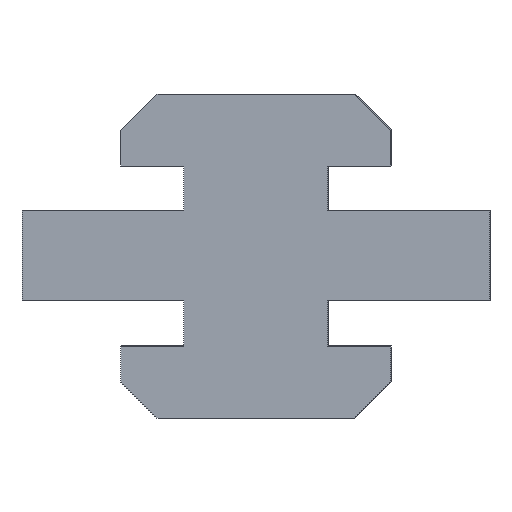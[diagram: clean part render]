
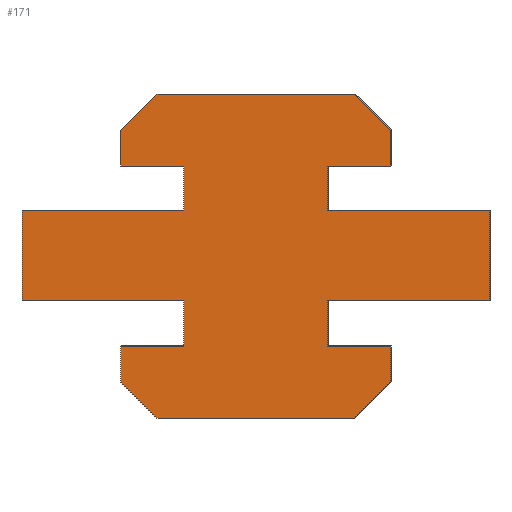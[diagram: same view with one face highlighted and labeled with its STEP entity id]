
A CAD part, left-side view. The second image highlights one B-rep face of the part: STEP entity #171.
In plain terms, the highlighted planar face has unit normal (-1, 0, 0).
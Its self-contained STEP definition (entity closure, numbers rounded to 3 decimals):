
#171=ADVANCED_FACE('',(#349),#350,.F.);
#349=FACE_OUTER_BOUND('',#519,.T.);
#350=PLANE('',#520);
#519=EDGE_LOOP('',(#923,#924,#925,#926,#927,#928,#929,#930,#931,#932,#933,#934,#935,#936,#937,#938,#939,#940,#941,#942,#943,#944,#945,#946));
#520=AXIS2_PLACEMENT_3D('',#947,#948,#949);
#923=ORIENTED_EDGE('',*,*,#1058,.F.);
#924=ORIENTED_EDGE('',*,*,#1151,.F.);
#925=ORIENTED_EDGE('',*,*,#1147,.F.);
#926=ORIENTED_EDGE('',*,*,#1143,.F.);
#927=ORIENTED_EDGE('',*,*,#1139,.F.);
#928=ORIENTED_EDGE('',*,*,#1135,.F.);
#929=ORIENTED_EDGE('',*,*,#1131,.F.);
#930=ORIENTED_EDGE('',*,*,#1127,.F.);
#931=ORIENTED_EDGE('',*,*,#1123,.F.);
#932=ORIENTED_EDGE('',*,*,#1119,.F.);
#933=ORIENTED_EDGE('',*,*,#1115,.F.);
#934=ORIENTED_EDGE('',*,*,#1111,.F.);
#935=ORIENTED_EDGE('',*,*,#1107,.F.);
#936=ORIENTED_EDGE('',*,*,#1103,.F.);
#937=ORIENTED_EDGE('',*,*,#1099,.F.);
#938=ORIENTED_EDGE('',*,*,#1095,.F.);
#939=ORIENTED_EDGE('',*,*,#1091,.F.);
#940=ORIENTED_EDGE('',*,*,#1087,.F.);
#941=ORIENTED_EDGE('',*,*,#1083,.F.);
#942=ORIENTED_EDGE('',*,*,#1079,.F.);
#943=ORIENTED_EDGE('',*,*,#1075,.F.);
#944=ORIENTED_EDGE('',*,*,#1071,.F.);
#945=ORIENTED_EDGE('',*,*,#1067,.F.);
#946=ORIENTED_EDGE('',*,*,#1063,.F.);
#947=CARTESIAN_POINT('',(0.0,0.0,0.0));
#948=DIRECTION('',(1.0,0.,0.));
#949=DIRECTION('',(0.,1.0,0.));
#1058=EDGE_CURVE('',#1271,#1272,#1273,.T.);
#1063=EDGE_CURVE('',#1272,#1280,#1281,.T.);
#1067=EDGE_CURVE('',#1280,#1286,#1287,.T.);
#1071=EDGE_CURVE('',#1286,#1292,#1293,.T.);
#1075=EDGE_CURVE('',#1292,#1298,#1299,.T.);
#1079=EDGE_CURVE('',#1298,#1304,#1305,.T.);
#1083=EDGE_CURVE('',#1304,#1310,#1311,.T.);
#1087=EDGE_CURVE('',#1310,#1316,#1317,.T.);
#1091=EDGE_CURVE('',#1316,#1322,#1323,.T.);
#1095=EDGE_CURVE('',#1322,#1328,#1329,.T.);
#1099=EDGE_CURVE('',#1328,#1334,#1335,.T.);
#1103=EDGE_CURVE('',#1334,#1340,#1341,.T.);
#1107=EDGE_CURVE('',#1340,#1346,#1347,.T.);
#1111=EDGE_CURVE('',#1346,#1352,#1353,.T.);
#1115=EDGE_CURVE('',#1352,#1358,#1359,.T.);
#1119=EDGE_CURVE('',#1358,#1364,#1365,.T.);
#1123=EDGE_CURVE('',#1364,#1370,#1371,.T.);
#1127=EDGE_CURVE('',#1370,#1376,#1377,.T.);
#1131=EDGE_CURVE('',#1376,#1382,#1383,.T.);
#1135=EDGE_CURVE('',#1382,#1388,#1389,.T.);
#1139=EDGE_CURVE('',#1388,#1394,#1395,.T.);
#1143=EDGE_CURVE('',#1394,#1400,#1401,.T.);
#1147=EDGE_CURVE('',#1400,#1406,#1407,.T.);
#1151=EDGE_CURVE('',#1406,#1271,#1412,.T.);
#1271=VERTEX_POINT('',#1550);
#1272=VERTEX_POINT('',#1551);
#1273=LINE('',#1552,#1553);
#1280=VERTEX_POINT('',#1563);
#1281=LINE('',#1564,#1565);
#1286=VERTEX_POINT('',#1572);
#1287=LINE('',#1573,#1574);
#1292=VERTEX_POINT('',#1581);
#1293=LINE('',#1582,#1583);
#1298=VERTEX_POINT('',#1590);
#1299=LINE('',#1591,#1592);
#1304=VERTEX_POINT('',#1599);
#1305=LINE('',#1600,#1601);
#1310=VERTEX_POINT('',#1608);
#1311=LINE('',#1609,#1610);
#1316=VERTEX_POINT('',#1617);
#1317=LINE('',#1618,#1619);
#1322=VERTEX_POINT('',#1626);
#1323=LINE('',#1627,#1628);
#1328=VERTEX_POINT('',#1635);
#1329=LINE('',#1636,#1637);
#1334=VERTEX_POINT('',#1644);
#1335=LINE('',#1645,#1646);
#1340=VERTEX_POINT('',#1653);
#1341=LINE('',#1654,#1655);
#1346=VERTEX_POINT('',#1662);
#1347=LINE('',#1663,#1664);
#1352=VERTEX_POINT('',#1671);
#1353=LINE('',#1672,#1673);
#1358=VERTEX_POINT('',#1680);
#1359=LINE('',#1681,#1682);
#1364=VERTEX_POINT('',#1689);
#1365=LINE('',#1690,#1691);
#1370=VERTEX_POINT('',#1698);
#1371=LINE('',#1699,#1700);
#1376=VERTEX_POINT('',#1707);
#1377=LINE('',#1708,#1709);
#1382=VERTEX_POINT('',#1716);
#1383=LINE('',#1717,#1718);
#1388=VERTEX_POINT('',#1725);
#1389=LINE('',#1726,#1727);
#1394=VERTEX_POINT('',#1734);
#1395=LINE('',#1735,#1736);
#1400=VERTEX_POINT('',#1743);
#1401=LINE('',#1744,#1745);
#1406=VERTEX_POINT('',#1752);
#1407=LINE('',#1753,#1754);
#1412=LINE('',#1761,#1762);
#1550=CARTESIAN_POINT('',(0.0,4.0,5.0));
#1551=CARTESIAN_POINT('',(0.0,4.0,7.5));
#1552=CARTESIAN_POINT('',(0.0,4.0,5.0));
#1553=VECTOR('',#1894,2.5);
#1563=CARTESIAN_POINT('',(0.0,7.5,7.5));
#1564=CARTESIAN_POINT('',(0.0,4.0,7.5));
#1565=VECTOR('',#1898,3.5);
#1572=CARTESIAN_POINT('',(0.0,7.5,9.5));
#1573=CARTESIAN_POINT('',(0.0,7.5,7.5));
#1574=VECTOR('',#1901,2.0);
#1581=CARTESIAN_POINT('',(0.0,5.5,11.5));
#1582=CARTESIAN_POINT('',(0.0,7.5,9.5));
#1583=VECTOR('',#1904,2.828);
#1590=CARTESIAN_POINT('',(0.0,-5.5,11.5));
#1591=CARTESIAN_POINT('',(0.0,5.5,11.5));
#1592=VECTOR('',#1907,11.0);
#1599=CARTESIAN_POINT('',(0.0,-7.5,9.5));
#1600=CARTESIAN_POINT('',(0.0,-5.5,11.5));
#1601=VECTOR('',#1910,2.828);
#1608=CARTESIAN_POINT('',(0.0,-7.5,7.5));
#1609=CARTESIAN_POINT('',(0.0,-7.5,9.5));
#1610=VECTOR('',#1913,2.0);
#1617=CARTESIAN_POINT('',(0.0,-4.0,7.5));
#1618=CARTESIAN_POINT('',(0.0,-7.5,7.5));
#1619=VECTOR('',#1916,3.5);
#1626=CARTESIAN_POINT('',(0.0,-4.0,5.0));
#1627=CARTESIAN_POINT('',(0.0,-4.0,7.5));
#1628=VECTOR('',#1919,2.5);
#1635=CARTESIAN_POINT('',(0.0,-13.0,5.0));
#1636=CARTESIAN_POINT('',(0.0,-4.0,5.0));
#1637=VECTOR('',#1922,9.0);
#1644=CARTESIAN_POINT('',(0.0,-13.0,0.0));
#1645=CARTESIAN_POINT('',(0.0,-13.0,5.0));
#1646=VECTOR('',#1925,5.0);
#1653=CARTESIAN_POINT('',(0.0,-4.0,0.0));
#1654=CARTESIAN_POINT('',(0.0,-13.0,0.0));
#1655=VECTOR('',#1928,9.0);
#1662=CARTESIAN_POINT('',(0.0,-4.0,-2.5));
#1663=CARTESIAN_POINT('',(0.0,-4.0,0.0));
#1664=VECTOR('',#1931,2.5);
#1671=CARTESIAN_POINT('',(0.0,-7.5,-2.5));
#1672=CARTESIAN_POINT('',(0.0,-4.0,-2.5));
#1673=VECTOR('',#1934,3.5);
#1680=CARTESIAN_POINT('',(0.0,-7.5,-4.5));
#1681=CARTESIAN_POINT('',(0.0,-7.5,-2.5));
#1682=VECTOR('',#1937,2.0);
#1689=CARTESIAN_POINT('',(0.0,-5.5,-6.5));
#1690=CARTESIAN_POINT('',(0.0,-7.5,-4.5));
#1691=VECTOR('',#1940,2.828);
#1698=CARTESIAN_POINT('',(0.0,5.5,-6.5));
#1699=CARTESIAN_POINT('',(0.0,-5.5,-6.5));
#1700=VECTOR('',#1943,11.0);
#1707=CARTESIAN_POINT('',(0.0,7.5,-4.5));
#1708=CARTESIAN_POINT('',(0.0,5.5,-6.5));
#1709=VECTOR('',#1946,2.828);
#1716=CARTESIAN_POINT('',(0.0,7.5,-2.5));
#1717=CARTESIAN_POINT('',(0.0,7.5,-4.5));
#1718=VECTOR('',#1949,2.0);
#1725=CARTESIAN_POINT('',(0.0,4.0,-2.5));
#1726=CARTESIAN_POINT('',(0.0,7.5,-2.5));
#1727=VECTOR('',#1952,3.5);
#1734=CARTESIAN_POINT('',(0.0,4.0,0.0));
#1735=CARTESIAN_POINT('',(0.0,4.0,-2.5));
#1736=VECTOR('',#1955,2.5);
#1743=CARTESIAN_POINT('',(0.0,13.0,0.0));
#1744=CARTESIAN_POINT('',(0.0,4.0,0.0));
#1745=VECTOR('',#1958,9.0);
#1752=CARTESIAN_POINT('',(0.0,13.0,5.0));
#1753=CARTESIAN_POINT('',(0.0,13.0,0.0));
#1754=VECTOR('',#1961,5.0);
#1761=CARTESIAN_POINT('',(0.0,13.0,5.0));
#1762=VECTOR('',#1964,9.0);
#1894=DIRECTION('',(0.,0.0,1.0));
#1898=DIRECTION('',(0.,1.0,0.));
#1901=DIRECTION('',(0.,0.0,1.0));
#1904=DIRECTION('',(0.,-0.707,0.707));
#1907=DIRECTION('',(0.,-1.0,0.));
#1910=DIRECTION('',(0.,-0.707,-0.707));
#1913=DIRECTION('',(0.,0.0,-1.0));
#1916=DIRECTION('',(0.,1.0,0.));
#1919=DIRECTION('',(0.,0.0,-1.0));
#1922=DIRECTION('',(0.,-1.0,0.));
#1925=DIRECTION('',(0.,0.0,-1.0));
#1928=DIRECTION('',(0.,1.0,0.));
#1931=DIRECTION('',(0.,0.0,-1.0));
#1934=DIRECTION('',(0.,-1.0,0.));
#1937=DIRECTION('',(0.,0.0,-1.0));
#1940=DIRECTION('',(0.,0.707,-0.707));
#1943=DIRECTION('',(0.,1.0,0.));
#1946=DIRECTION('',(0.,0.707,0.707));
#1949=DIRECTION('',(0.,0.0,1.0));
#1952=DIRECTION('',(0.,-1.0,0.));
#1955=DIRECTION('',(0.,0.0,1.0));
#1958=DIRECTION('',(0.,1.0,0.));
#1961=DIRECTION('',(0.,0.0,1.0));
#1964=DIRECTION('',(0.,-1.0,0.));
